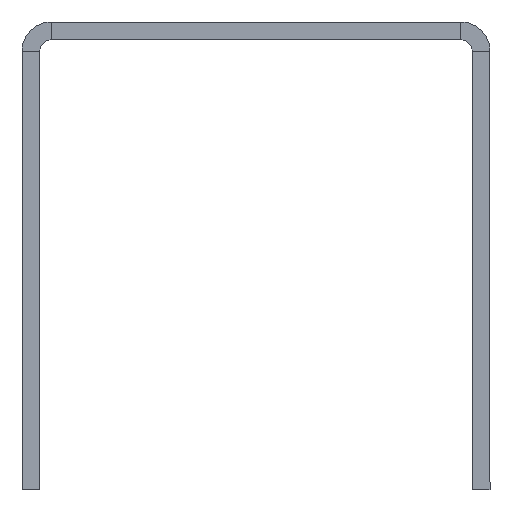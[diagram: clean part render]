
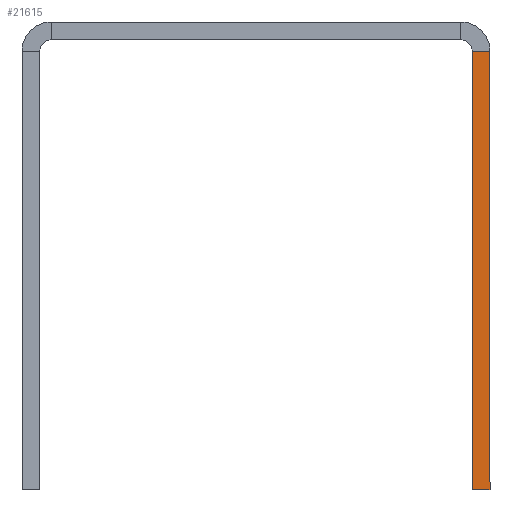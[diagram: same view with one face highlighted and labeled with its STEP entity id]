
A CAD part, front view. The second image highlights one B-rep face of the part: STEP entity #21615.
In plain terms, the highlighted planar face has unit normal (0, -1, 0).
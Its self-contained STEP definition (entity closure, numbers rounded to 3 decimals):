
#118 = DIRECTION ( 'NONE',  ( 0., 0., 1. ) ) ;
#761 = CARTESIAN_POINT ( 'NONE',  ( 38.5, 0., -2.5 ) ) ;
#2564 = EDGE_CURVE ( 'NONE', #5270, #11707, #16907, .T. ) ;
#4205 = LINE ( 'NONE', #14206, #10492 ) ;
#4897 = CARTESIAN_POINT ( 'NONE',  ( 40., 0., -1.5 ) ) ;
#5200 = CARTESIAN_POINT ( 'NONE',  ( 38.5, 0., 0. ) ) ;
#5270 = VERTEX_POINT ( 'NONE', #7364 ) ;
#5340 = DIRECTION ( 'NONE',  ( 0., 0., -1. ) ) ;
#7364 = CARTESIAN_POINT ( 'NONE',  ( 40., 0., -40. ) ) ;
#7537 = DIRECTION ( 'NONE',  ( 1., 0., 0. ) ) ;
#7578 = VECTOR ( 'NONE', #7537, 1000. ) ;
#8526 = ORIENTED_EDGE ( 'NONE', *, *, #19121, .F. ) ;
#8800 = AXIS2_PLACEMENT_3D ( 'NONE', #18788, #13798, #5340 ) ;
#10013 = VECTOR ( 'NONE', #15200, 1000. ) ;
#10134 = PLANE ( 'NONE',  #8800 ) ;
#10492 = VECTOR ( 'NONE', #14110, 1000. ) ;
#11141 = CARTESIAN_POINT ( 'NONE',  ( 38.5, 0., -2.5 ) ) ;
#11269 = CARTESIAN_POINT ( 'NONE',  ( 40., 0., -2.5 ) ) ;
#11707 = VERTEX_POINT ( 'NONE', #11269 ) ;
#12553 = LINE ( 'NONE', #761, #7578 ) ;
#12907 = EDGE_CURVE ( 'NONE', #5270, #15943, #4205, .T. ) ;
#13529 = LINE ( 'NONE', #5200, #10013 ) ;
#13608 = EDGE_LOOP ( 'NONE', ( #21867, #8526, #17410, #16167 ) ) ;
#13798 = DIRECTION ( 'NONE',  ( 0., -1., 0. ) ) ;
#14110 = DIRECTION ( 'NONE',  ( -1., 0., 0. ) ) ;
#14206 = CARTESIAN_POINT ( 'NONE',  ( 40., 0., -40. ) ) ;
#15096 = VERTEX_POINT ( 'NONE', #11141 ) ;
#15200 = DIRECTION ( 'NONE',  ( 0., 0., 1. ) ) ;
#15237 = FACE_OUTER_BOUND ( 'NONE', #13608, .T. ) ;
#15943 = VERTEX_POINT ( 'NONE', #20669 ) ;
#16167 = ORIENTED_EDGE ( 'NONE', *, *, #12907, .F. ) ;
#16907 = LINE ( 'NONE', #4897, #21043 ) ;
#17410 = ORIENTED_EDGE ( 'NONE', *, *, #18080, .F. ) ;
#18080 = EDGE_CURVE ( 'NONE', #15943, #15096, #13529, .T. ) ;
#18788 = CARTESIAN_POINT ( 'NONE',  ( 40., 0., -1.5 ) ) ;
#19121 = EDGE_CURVE ( 'NONE', #15096, #11707, #12553, .T. ) ;
#20669 = CARTESIAN_POINT ( 'NONE',  ( 38.5, 0., -40. ) ) ;
#21043 = VECTOR ( 'NONE', #118, 1000. ) ;
#21615 = ADVANCED_FACE ( 'NONE', ( #15237 ), #10134, .T. ) ;
#21867 = ORIENTED_EDGE ( 'NONE', *, *, #2564, .T. ) ;
